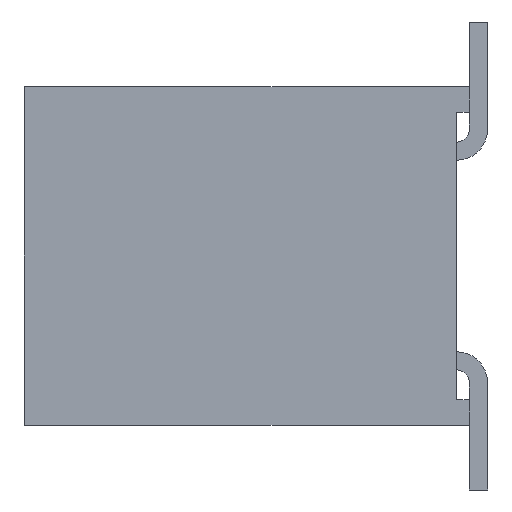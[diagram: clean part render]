
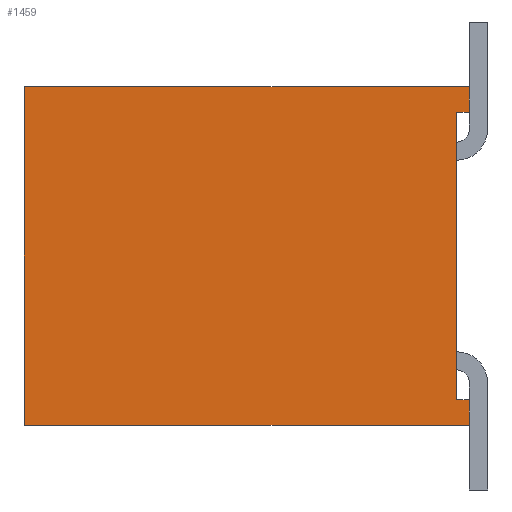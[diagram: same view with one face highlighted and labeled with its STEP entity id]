
A CAD part, left-side view. The second image highlights one B-rep face of the part: STEP entity #1459.
In plain terms, the highlighted planar face has unit normal (-1, 0, 0).
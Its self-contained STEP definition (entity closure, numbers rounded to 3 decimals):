
#1459=ADVANCED_FACE('',(#2983),#2984,.F.);
#2983=FACE_OUTER_BOUND('',#4498,.T.);
#2984=PLANE('',#4499);
#4498=EDGE_LOOP('',(#9098,#9099,#9100,#9101,#9102,#9103,#9104,#9105));
#4499=AXIS2_PLACEMENT_3D('',#9106,#9107,#9108);
#9098=ORIENTED_EDGE('',*,*,#10931,.F.);
#9099=ORIENTED_EDGE('',*,*,#10905,.F.);
#9100=ORIENTED_EDGE('',*,*,#10910,.F.);
#9101=ORIENTED_EDGE('',*,*,#9897,.F.);
#9102=ORIENTED_EDGE('',*,*,#10917,.F.);
#9103=ORIENTED_EDGE('',*,*,#10921,.T.);
#9104=ORIENTED_EDGE('',*,*,#10925,.T.);
#9105=ORIENTED_EDGE('',*,*,#10498,.F.);
#9106=CARTESIAN_POINT('',(0.,2.173,0.));
#9107=DIRECTION('',(1.0,0.0,0.));
#9108=DIRECTION('',(0.,0.0,-1.0));
#9897=EDGE_CURVE('',#12145,#12147,#12148,.T.);
#10498=EDGE_CURVE('',#13020,#13022,#13023,.T.);
#10905=EDGE_CURVE('',#13563,#13565,#13566,.T.);
#10910=EDGE_CURVE('',#12147,#13563,#13572,.T.);
#10917=EDGE_CURVE('',#13580,#12145,#13582,.T.);
#10921=EDGE_CURVE('',#13580,#13586,#13588,.T.);
#10925=EDGE_CURVE('',#13586,#13022,#13593,.T.);
#10931=EDGE_CURVE('',#13565,#13020,#13600,.T.);
#12145=VERTEX_POINT('',#15237);
#12147=VERTEX_POINT('',#15240);
#12148=LINE('',#15241,#15242);
#13020=VERTEX_POINT('',#16465);
#13022=VERTEX_POINT('',#16468);
#13023=LINE('',#16469,#16470);
#13563=VERTEX_POINT('',#17273);
#13565=VERTEX_POINT('',#17276);
#13566=LINE('',#17277,#17278);
#13572=LINE('',#17287,#17288);
#13580=VERTEX_POINT('',#17299);
#13582=LINE('',#17302,#17303);
#13586=VERTEX_POINT('',#17308);
#13588=LINE('',#17311,#17312);
#13593=LINE('',#17319,#17320);
#13600=LINE('',#17330,#17331);
#15237=CARTESIAN_POINT('',(0.,0.0,1.664));
#15240=CARTESIAN_POINT('',(0.,0.0,1.41));
#15241=CARTESIAN_POINT('',(0.,0.0,1.664));
#15242=VECTOR('',#18280,1.0);
#16465=CARTESIAN_POINT('',(0.,0.0,-1.41));
#16468=CARTESIAN_POINT('',(0.,0.0,-1.664));
#16469=CARTESIAN_POINT('',(0.,0.0,-1.41));
#16470=VECTOR('',#18921,1.0);
#17273=CARTESIAN_POINT('',(0.,0.127,1.41));
#17276=CARTESIAN_POINT('',(0.,0.127,-1.41));
#17277=CARTESIAN_POINT('',(0.,0.127,1.41));
#17278=VECTOR('',#19228,1.0);
#17287=CARTESIAN_POINT('',(0.,0.0,1.41));
#17288=VECTOR('',#19232,1.0);
#17299=CARTESIAN_POINT('',(0.,4.369,1.664));
#17302=CARTESIAN_POINT('',(0.,4.369,1.664));
#17303=VECTOR('',#19237,1.0);
#17308=CARTESIAN_POINT('',(0.,4.369,-1.664));
#17311=CARTESIAN_POINT('',(0.,4.369,1.664));
#17312=VECTOR('',#19240,1.0);
#17319=CARTESIAN_POINT('',(0.,4.369,-1.664));
#17320=VECTOR('',#19243,1.0);
#17330=CARTESIAN_POINT('',(0.,0.127,-1.41));
#17331=VECTOR('',#19247,1.0);
#18280=DIRECTION('',(0.,0.0,-1.0));
#18921=DIRECTION('',(0.,0.0,-1.0));
#19228=DIRECTION('',(0.,0.0,-1.0));
#19232=DIRECTION('',(0.0,1.0,0.0));
#19237=DIRECTION('',(0.0,-1.0,0.0));
#19240=DIRECTION('',(0.,0.0,-1.0));
#19243=DIRECTION('',(0.0,-1.0,0.0));
#19247=DIRECTION('',(0.0,-1.0,0.0));
